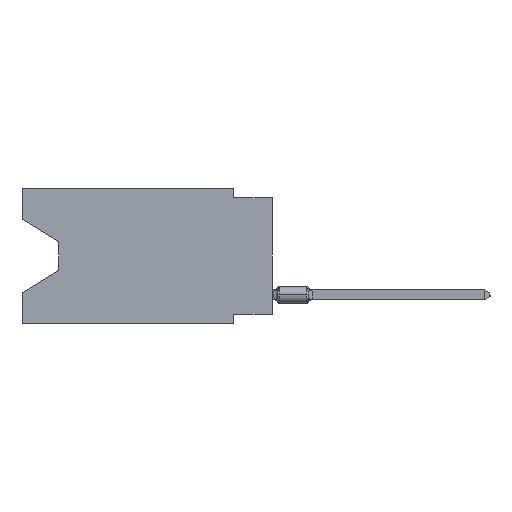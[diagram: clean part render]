
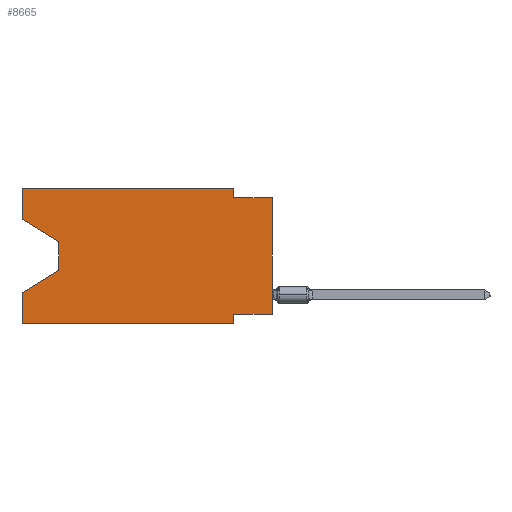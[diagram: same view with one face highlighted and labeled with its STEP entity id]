
A CAD part, left-side view. The second image highlights one B-rep face of the part: STEP entity #8665.
In plain terms, the highlighted planar face has unit normal (-1, 0, 0).
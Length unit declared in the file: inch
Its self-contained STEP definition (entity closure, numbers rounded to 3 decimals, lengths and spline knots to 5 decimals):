
#827 = CARTESIAN_POINT ( 'NONE',  ( 0., 0.645, 0. ) ) ;
#1228 = EDGE_CURVE ( 'NONE', #25259, #27068, #11759, .T. ) ;
#1276 = ORIENTED_EDGE ( 'NONE', *, *, #1228, .F. ) ;
#1331 = VECTOR ( 'NONE', #4628, 39.37008 ) ;
#1417 = VECTOR ( 'NONE', #3748, 39.37008 ) ;
#1836 = DIRECTION ( 'NONE',  ( 1., 0., 0. ) ) ;
#1994 = DIRECTION ( 'NONE',  ( 0., 0.855, -0.519 ) ) ;
#2059 = VERTEX_POINT ( 'NONE', #9802 ) ;
#3142 = VERTEX_POINT ( 'NONE', #30340 ) ;
#3643 = VERTEX_POINT ( 'NONE', #4567 ) ;
#3748 = DIRECTION ( 'NONE',  ( 0., 0., 1. ) ) ;
#3955 = VECTOR ( 'NONE', #16529, 39.37008 ) ;
#4346 = ORIENTED_EDGE ( 'NONE', *, *, #15838, .T. ) ;
#4440 = DIRECTION ( 'NONE',  ( 0., -1., 0. ) ) ;
#4567 = CARTESIAN_POINT ( 'NONE',  ( 0., 0.645, -0.08025 ) ) ;
#4628 = DIRECTION ( 'NONE',  ( 0., 0., -1. ) ) ;
#5023 = CARTESIAN_POINT ( 'NONE',  ( 0., 0.1, -0.35 ) ) ;
#5182 = CARTESIAN_POINT ( 'NONE',  ( 0., 0., -0.325 ) ) ;
#5374 = CARTESIAN_POINT ( 'NONE',  ( 0., 0.645, -0.35 ) ) ;
#5757 = CARTESIAN_POINT ( 'NONE',  ( 0., 0.645, 0. ) ) ;
#5929 = DIRECTION ( 'NONE',  ( 0., 0., 1. ) ) ;
#6136 = CARTESIAN_POINT ( 'NONE',  ( 0., 0., -0.325 ) ) ;
#7697 = VECTOR ( 'NONE', #19267, 39.37008 ) ;
#7774 = VERTEX_POINT ( 'NONE', #12104 ) ;
#8194 = DIRECTION ( 'NONE',  ( 0., 0., 1. ) ) ;
#8508 = CARTESIAN_POINT ( 'NONE',  ( 0., 0.645, 0. ) ) ;
#8665 = ADVANCED_FACE ( 'NONE', ( #27528 ), #32447, .F. ) ;
#8876 = CARTESIAN_POINT ( 'NONE',  ( 0., 0.645, -0.08025 ) ) ;
#8910 = VECTOR ( 'NONE', #25778, 39.37008 ) ;
#9544 = CARTESIAN_POINT ( 'NONE',  ( 0., 0., -0.025 ) ) ;
#9733 = VERTEX_POINT ( 'NONE', #32290 ) ;
#9774 = ORIENTED_EDGE ( 'NONE', *, *, #21361, .T. ) ;
#9802 = CARTESIAN_POINT ( 'NONE',  ( 0., 0.645, -0.26975 ) ) ;
#10242 = CARTESIAN_POINT ( 'NONE',  ( 0., 0., 0. ) ) ;
#10249 = CARTESIAN_POINT ( 'NONE',  ( 0., 0.55, -0.138 ) ) ;
#10638 = VERTEX_POINT ( 'NONE', #5757 ) ;
#11244 = EDGE_CURVE ( 'NONE', #26542, #20238, #17968, .T. ) ;
#11657 = ORIENTED_EDGE ( 'NONE', *, *, #29953, .F. ) ;
#11759 = LINE ( 'NONE', #9544, #14303 ) ;
#11880 = CARTESIAN_POINT ( 'NONE',  ( 0., 0.645, 0. ) ) ;
#12044 = CARTESIAN_POINT ( 'NONE',  ( 0., 0., -0.025 ) ) ;
#12104 = CARTESIAN_POINT ( 'NONE',  ( 0., 0.1, 0. ) ) ;
#12482 = EDGE_CURVE ( 'NONE', #23521, #26542, #24523, .T. ) ;
#12575 = DIRECTION ( 'NONE',  ( 0., -1., 0. ) ) ;
#12795 = ORIENTED_EDGE ( 'NONE', *, *, #16341, .T. ) ;
#12976 = DIRECTION ( 'NONE',  ( 0., 0., -1. ) ) ;
#13135 = LINE ( 'NONE', #10242, #21306 ) ;
#13979 = LINE ( 'NONE', #8876, #7697 ) ;
#14303 = VECTOR ( 'NONE', #4440, 39.37008 ) ;
#14389 = ORIENTED_EDGE ( 'NONE', *, *, #11244, .F. ) ;
#14667 = EDGE_CURVE ( 'NONE', #23521, #27068, #13135, .T. ) ;
#15838 = EDGE_CURVE ( 'NONE', #3142, #9733, #25898, .T. ) ;
#16341 = EDGE_CURVE ( 'NONE', #3643, #3142, #13979, .T. ) ;
#16529 = DIRECTION ( 'NONE',  ( 0., 1., 0. ) ) ;
#17150 = ORIENTED_EDGE ( 'NONE', *, *, #27951, .F. ) ;
#17652 = ORIENTED_EDGE ( 'NONE', *, *, #14667, .T. ) ;
#17968 = LINE ( 'NONE', #5023, #8910 ) ;
#19267 = DIRECTION ( 'NONE',  ( 0., -0.855, -0.519 ) ) ;
#19282 = VECTOR ( 'NONE', #1994, 39.37008 ) ;
#20238 = VERTEX_POINT ( 'NONE', #21313 ) ;
#20438 = ORIENTED_EDGE ( 'NONE', *, *, #12482, .F. ) ;
#20440 = VECTOR ( 'NONE', #5929, 39.37008 ) ;
#20557 = LINE ( 'NONE', #30924, #33516 ) ;
#21306 = VECTOR ( 'NONE', #8194, 39.37008 ) ;
#21313 = CARTESIAN_POINT ( 'NONE',  ( 0., 0.1, -0.35 ) ) ;
#21315 = CARTESIAN_POINT ( 'NONE',  ( 0., 0.1, -0.025 ) ) ;
#21361 = EDGE_CURVE ( 'NONE', #27315, #20238, #25787, .T. ) ;
#21594 = LINE ( 'NONE', #827, #20440 ) ;
#21794 = ORIENTED_EDGE ( 'NONE', *, *, #23426, .F. ) ;
#21936 = EDGE_CURVE ( 'NONE', #9733, #2059, #25307, .T. ) ;
#22578 = CARTESIAN_POINT ( 'NONE',  ( 0., 0.645, -0.35 ) ) ;
#22590 = ORIENTED_EDGE ( 'NONE', *, *, #28220, .F. ) ;
#22741 = DIRECTION ( 'NONE',  ( 0., -1., 0. ) ) ;
#22845 = LINE ( 'NONE', #30327, #1331 ) ;
#23426 = EDGE_CURVE ( 'NONE', #3643, #10638, #21594, .T. ) ;
#23521 = VERTEX_POINT ( 'NONE', #5182 ) ;
#23534 = ORIENTED_EDGE ( 'NONE', *, *, #21936, .T. ) ;
#23545 = CARTESIAN_POINT ( 'NONE',  ( 0., 0.1, -0.325 ) ) ;
#24523 = LINE ( 'NONE', #6136, #3955 ) ;
#24808 = DIRECTION ( 'NONE',  ( 0., 0., -1. ) ) ;
#25259 = VERTEX_POINT ( 'NONE', #21315 ) ;
#25307 = LINE ( 'NONE', #33110, #19282 ) ;
#25778 = DIRECTION ( 'NONE',  ( 0., 0., -1. ) ) ;
#25787 = LINE ( 'NONE', #22578, #27224 ) ;
#25898 = LINE ( 'NONE', #10249, #27230 ) ;
#26542 = VERTEX_POINT ( 'NONE', #23545 ) ;
#27068 = VERTEX_POINT ( 'NONE', #12044 ) ;
#27224 = VECTOR ( 'NONE', #22741, 39.37008 ) ;
#27230 = VECTOR ( 'NONE', #12976, 39.37008 ) ;
#27315 = VERTEX_POINT ( 'NONE', #5374 ) ;
#27528 = FACE_OUTER_BOUND ( 'NONE', #29295, .T. ) ;
#27951 = EDGE_CURVE ( 'NONE', #7774, #25259, #22845, .T. ) ;
#28220 = EDGE_CURVE ( 'NONE', #27315, #2059, #31804, .T. ) ;
#28700 = AXIS2_PLACEMENT_3D ( 'NONE', #11880, #1836, #24808 ) ;
#29295 = EDGE_LOOP ( 'NONE', ( #12795, #4346, #23534, #22590, #9774, #14389, #20438, #17652, #1276, #17150, #11657, #21794 ) ) ;
#29953 = EDGE_CURVE ( 'NONE', #10638, #7774, #20557, .T. ) ;
#30327 = CARTESIAN_POINT ( 'NONE',  ( 0., 0.1, 0. ) ) ;
#30340 = CARTESIAN_POINT ( 'NONE',  ( 0., 0.55, -0.138 ) ) ;
#30924 = CARTESIAN_POINT ( 'NONE',  ( 0., 0.645, 0. ) ) ;
#31804 = LINE ( 'NONE', #8508, #1417 ) ;
#32290 = CARTESIAN_POINT ( 'NONE',  ( 0., 0.55, -0.212 ) ) ;
#32447 = PLANE ( 'NONE',  #28700 ) ;
#33110 = CARTESIAN_POINT ( 'NONE',  ( 0., 0.55, -0.212 ) ) ;
#33516 = VECTOR ( 'NONE', #12575, 39.37008 ) ;
